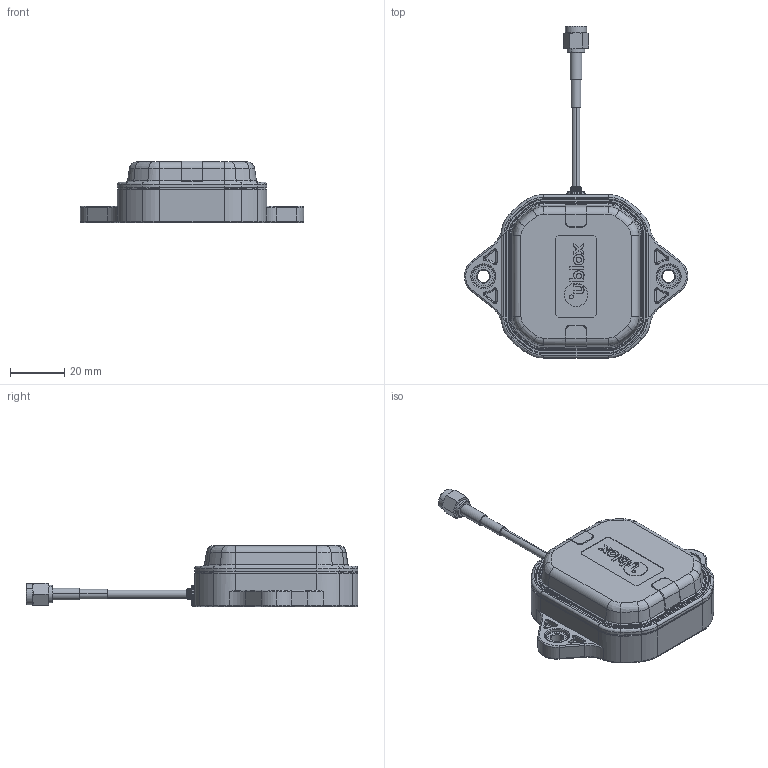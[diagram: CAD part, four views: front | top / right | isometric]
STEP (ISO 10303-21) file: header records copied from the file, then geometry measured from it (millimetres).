
FILE_DESCRIPTION (( 'STEP AP214' ), '1' );
FILE_NAME ('AS-ANT2B-ANN-L1L2-50SMA-00.STEP', '2022-03-03T08:02:42', ( '' ), ( '' ), 'SwSTEP 2.0', 'SolidWorks 2020', '' );
FILE_SCHEMA (( 'AUTOMOTIVE_DESIGN' ));
Length unit declared in the file: millimetre
Products named in the file (1): AS-ANT2B-ANN-L1L2-50SMA-00
Bounding box: 82 x 121.9 x 22.5 mm (x, y, z)
Volume: 62070.3 mm3; surface area: 15759.1 mm2
Topology: 2 solids, 4 shells, 1542 faces, 3970 edges, 2473 vertices
Faces by surface type: cylinder 647, plane 450, bspline 383, cone 38, torus 24
Entity records: 59965 total; most frequent: CARTESIAN_POINT 24660, ORIENTED_EDGE 7906, DIRECTION 6672, EDGE_CURVE 3953, VERTEX_POINT 2473, AXIS2_PLACEMENT_3D 2400, VECTOR 1872, LINE 1872
